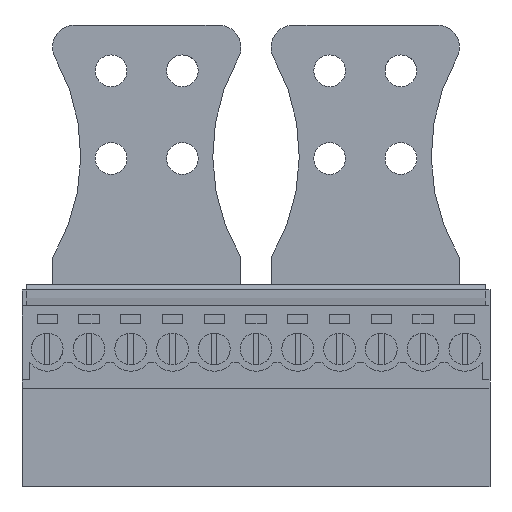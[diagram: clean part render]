
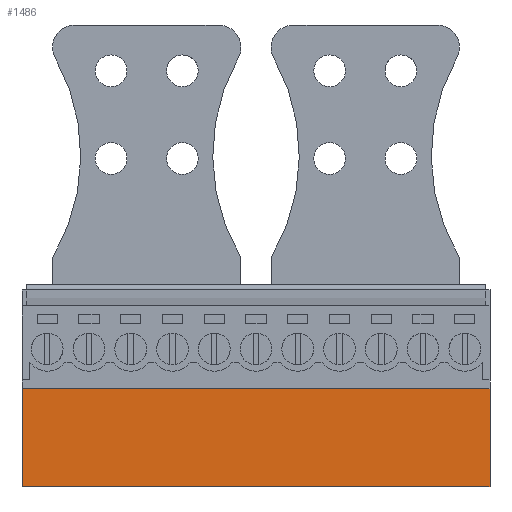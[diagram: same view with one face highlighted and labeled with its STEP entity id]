
A CAD part, front view. The second image highlights one B-rep face of the part: STEP entity #1486.
In plain terms, the highlighted planar face has unit normal (0, -1, 0).
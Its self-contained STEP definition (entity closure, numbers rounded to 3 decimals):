
#1466=AXIS2_PLACEMENT_3D('Plane Axis2P3D',#1463,#1464,#1465) ;
#70=CARTESIAN_POINT('Vertex',(42.7,0.66,8.95)) ;
#73=CARTESIAN_POINT('Line Origine',(42.7,0.66,4.475)) ;
#77=CARTESIAN_POINT('Vertex',(42.7,0.66,0.)) ;
#1447=CARTESIAN_POINT('Vertex',(0.,0.66,8.95)) ;
#1450=CARTESIAN_POINT('Line Origine',(21.35,0.66,8.95)) ;
#1463=CARTESIAN_POINT('Axis2P3D Location',(16.03,0.66,8.95)) ;
#1468=CARTESIAN_POINT('Line Origine',(0.,0.66,4.475)) ;
#1472=CARTESIAN_POINT('Vertex',(0.,0.66,0.)) ;
#1475=CARTESIAN_POINT('Line Origine',(21.35,0.66,0.)) ;
#74=DIRECTION('Vector Direction',(0.,0.,-1.)) ;
#1451=DIRECTION('Vector Direction',(-1.,0.,0.)) ;
#1464=DIRECTION('Axis2P3D Direction',(0.,1.,0.)) ;
#1465=DIRECTION('Axis2P3D XDirection',(-0.,0.,-1.)) ;
#1469=DIRECTION('Vector Direction',(0.,0.,-1.)) ;
#1476=DIRECTION('Vector Direction',(-1.,0.,0.)) ;
#75=VECTOR('Line Direction',#74,1.) ;
#1452=VECTOR('Line Direction',#1451,1.) ;
#1470=VECTOR('Line Direction',#1469,1.) ;
#1477=VECTOR('Line Direction',#1476,1.) ;
#1481=ORIENTED_EDGE('',*,*,#79,.F.) ;
#1482=ORIENTED_EDGE('',*,*,#1454,.T.) ;
#1483=ORIENTED_EDGE('',*,*,#1474,.T.) ;
#1484=ORIENTED_EDGE('',*,*,#1479,.F.) ;
#1486=ADVANCED_FACE('HOUSING',(#1485),#1467,.F.) ;
#79=EDGE_CURVE('',#71,#78,#76,.T.) ;
#1454=EDGE_CURVE('',#71,#1448,#1453,.T.) ;
#1474=EDGE_CURVE('',#1448,#1473,#1471,.T.) ;
#1479=EDGE_CURVE('',#78,#1473,#1478,.T.) ;
#1480=EDGE_LOOP('',(#1481,#1482,#1483,#1484)) ;
#1485=FACE_OUTER_BOUND('',#1480,.T.) ;
#76=LINE('Line',#73,#75) ;
#1453=LINE('Line',#1450,#1452) ;
#1471=LINE('Line',#1468,#1470) ;
#1478=LINE('Line',#1475,#1477) ;
#1467=PLANE('',#1466) ;
#71=VERTEX_POINT('',#70) ;
#78=VERTEX_POINT('',#77) ;
#1448=VERTEX_POINT('',#1447) ;
#1473=VERTEX_POINT('',#1472) ;
